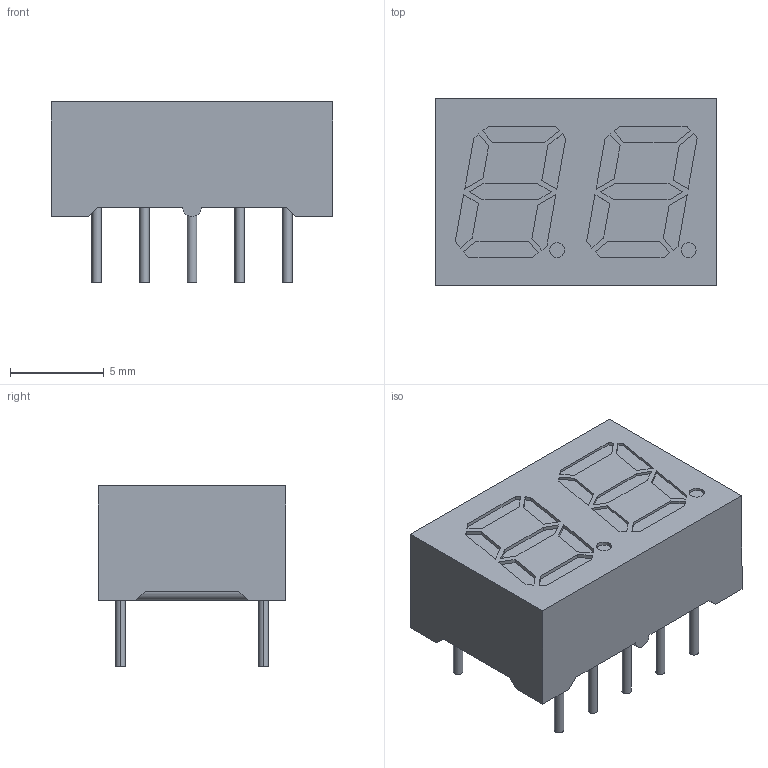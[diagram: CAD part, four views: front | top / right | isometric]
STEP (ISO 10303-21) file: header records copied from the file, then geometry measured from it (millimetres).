
FILE_DESCRIPTION (( 'STEP AP214' ), '1' );
FILE_NAME ('User Library-LTD-2601G.STEP', '2021-04-18T18:34:42', ( '' ), ( '' ), 'SwSTEP 2.0', 'SolidWorks 2020', '' );
FILE_SCHEMA (( 'AUTOMOTIVE_DESIGN' ));
Length unit declared in the file: millimetre
Products named in the file (3): User Library-LTD-2601G; Body; Pins
Assembly tree (2 placements, depth 2):
  User Library-LTD-2601G
    Body
    Pins
Bounding box: 15.02 x 10 x 9.6 mm (x, y, z)
Volume: 856.9 mm3; surface area: 685.8 mm2
Topology: 11 solids, 11 shells, 156 faces, 354 edges, 236 vertices
Faces by surface type: plane 131, cylinder 25
Entity records: 6224 total; most frequent: CARTESIAN_POINT 751, DIRECTION 726, ORIENTED_EDGE 708, EDGE_CURVE 354, VECTOR 304, LINE 304, VERTEX_POINT 236, AXIS2_PLACEMENT_3D 211
